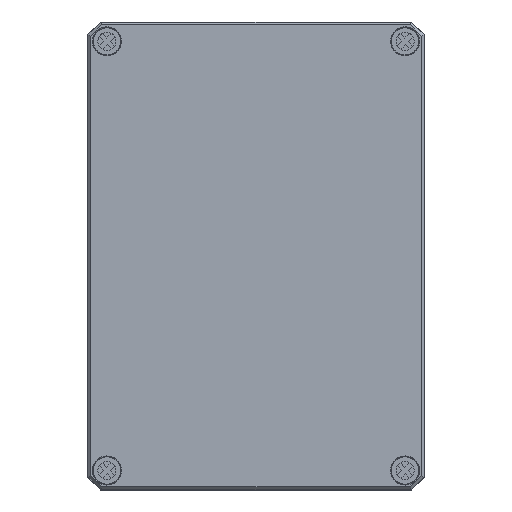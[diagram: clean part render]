
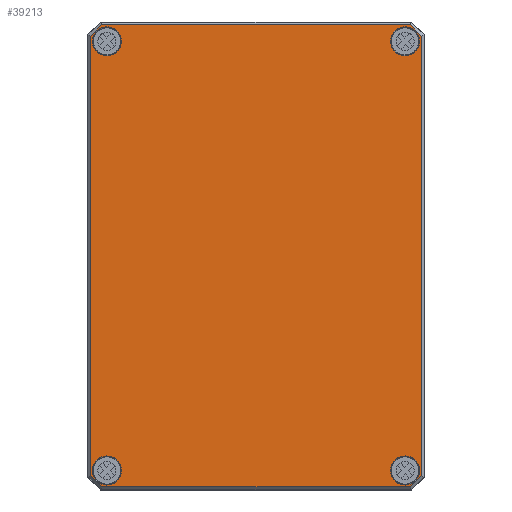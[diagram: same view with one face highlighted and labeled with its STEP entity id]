
A CAD part, top view. The second image highlights one B-rep face of the part: STEP entity #39213.
In plain terms, the highlighted planar face has unit normal (0, 0, 1).
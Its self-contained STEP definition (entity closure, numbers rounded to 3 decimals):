
#2124=FACE_BOUND('',#13698,.T.);
#2125=FACE_BOUND('',#13699,.T.);
#2126=FACE_BOUND('',#13700,.T.);
#2127=FACE_BOUND('',#13701,.T.);
#2920=PLANE('',#42659);
#5592=LINE('',#73098,#8499);
#5593=LINE('',#73100,#8500);
#5594=LINE('',#73102,#8501);
#5595=LINE('',#73104,#8502);
#5596=LINE('',#73106,#8503);
#5597=LINE('',#73108,#8504);
#5598=LINE('',#73110,#8505);
#5599=LINE('',#73111,#8506);
#8499=VECTOR('',#51951,10.);
#8500=VECTOR('',#51952,10.);
#8501=VECTOR('',#51953,10.);
#8502=VECTOR('',#51954,10.);
#8503=VECTOR('',#51955,10.);
#8504=VECTOR('',#51956,10.);
#8505=VECTOR('',#51957,10.);
#8506=VECTOR('',#51958,10.);
#11200=FACE_OUTER_BOUND('',#13697,.T.);
#13697=EDGE_LOOP('',(#35441,#35442,#35443,#35444,#35445,#35446,#35447,#35448));
#13698=EDGE_LOOP('',(#35449));
#13699=EDGE_LOOP('',(#35450));
#13700=EDGE_LOOP('',(#35451));
#13701=EDGE_LOOP('',(#35452));
#15530=CIRCLE('',#42657,5.599);
#15532=CIRCLE('',#42660,5.599);
#15533=CIRCLE('',#42661,5.599);
#15534=CIRCLE('',#42662,5.599);
#19107=VERTEX_POINT('',#73092);
#19108=VERTEX_POINT('',#73096);
#19109=VERTEX_POINT('',#73097);
#19110=VERTEX_POINT('',#73099);
#19111=VERTEX_POINT('',#73101);
#19112=VERTEX_POINT('',#73103);
#19113=VERTEX_POINT('',#73105);
#19114=VERTEX_POINT('',#73107);
#19115=VERTEX_POINT('',#73109);
#19116=VERTEX_POINT('',#73112);
#19117=VERTEX_POINT('',#73114);
#19118=VERTEX_POINT('',#73116);
#24607=EDGE_CURVE('',#19107,#19107,#15530,.T.);
#24609=EDGE_CURVE('',#19108,#19109,#5592,.T.);
#24610=EDGE_CURVE('',#19110,#19108,#5593,.T.);
#24611=EDGE_CURVE('',#19111,#19110,#5594,.T.);
#24612=EDGE_CURVE('',#19112,#19111,#5595,.T.);
#24613=EDGE_CURVE('',#19113,#19112,#5596,.T.);
#24614=EDGE_CURVE('',#19114,#19113,#5597,.T.);
#24615=EDGE_CURVE('',#19115,#19114,#5598,.T.);
#24616=EDGE_CURVE('',#19109,#19115,#5599,.T.);
#24617=EDGE_CURVE('',#19116,#19116,#15532,.T.);
#24618=EDGE_CURVE('',#19117,#19117,#15533,.T.);
#24619=EDGE_CURVE('',#19118,#19118,#15534,.T.);
#35441=ORIENTED_EDGE('',*,*,#24609,.F.);
#35442=ORIENTED_EDGE('',*,*,#24610,.F.);
#35443=ORIENTED_EDGE('',*,*,#24611,.F.);
#35444=ORIENTED_EDGE('',*,*,#24612,.F.);
#35445=ORIENTED_EDGE('',*,*,#24613,.F.);
#35446=ORIENTED_EDGE('',*,*,#24614,.F.);
#35447=ORIENTED_EDGE('',*,*,#24615,.F.);
#35448=ORIENTED_EDGE('',*,*,#24616,.F.);
#35449=ORIENTED_EDGE('',*,*,#24617,.F.);
#35450=ORIENTED_EDGE('',*,*,#24618,.F.);
#35451=ORIENTED_EDGE('',*,*,#24619,.F.);
#35452=ORIENTED_EDGE('',*,*,#24607,.F.);
#39213=ADVANCED_FACE('',(#11200,#2124,#2125,#2126,#2127),#2920,.T.);
#42657=AXIS2_PLACEMENT_3D('',#73093,#51945,#51946);
#42659=AXIS2_PLACEMENT_3D('',#73095,#51949,#51950);
#42660=AXIS2_PLACEMENT_3D('',#73113,#51959,#51960);
#42661=AXIS2_PLACEMENT_3D('',#73115,#51961,#51962);
#42662=AXIS2_PLACEMENT_3D('',#73117,#51963,#51964);
#51945=DIRECTION('center_axis',(0.,0.,1.));
#51946=DIRECTION('ref_axis',(-1.,0.,0.));
#51949=DIRECTION('center_axis',(0.,0.,1.));
#51950=DIRECTION('ref_axis',(1.,0.,0.));
#51951=DIRECTION('',(0.707,-0.707,0.));
#51952=DIRECTION('',(1.,0.,0.));
#51953=DIRECTION('',(0.707,0.707,0.));
#51954=DIRECTION('',(0.,1.,0.));
#51955=DIRECTION('',(-0.707,0.707,0.));
#51956=DIRECTION('',(-1.,0.,0.));
#51957=DIRECTION('',(-0.707,-0.707,0.));
#51958=DIRECTION('',(0.,-1.,0.));
#51959=DIRECTION('center_axis',(0.,0.,1.));
#51960=DIRECTION('ref_axis',(-1.,0.,0.));
#51961=DIRECTION('center_axis',(0.,0.,1.));
#51962=DIRECTION('ref_axis',(-1.,0.,0.));
#51963=DIRECTION('center_axis',(0.,0.,1.));
#51964=DIRECTION('ref_axis',(-1.,0.,0.));
#73092=CARTESIAN_POINT('',(63.099,-82.75,18.));
#73093=CARTESIAN_POINT('Origin',(57.5,-82.75,18.));
#73095=CARTESIAN_POINT('Origin',(0.,0.,
18.));
#73096=CARTESIAN_POINT('',(59.521,89.093,18.));
#73097=CARTESIAN_POINT('',(63.843,84.771,18.));
#73098=CARTESIAN_POINT('',(66.744,81.869,18.));
#73099=CARTESIAN_POINT('',(-59.521,89.093,18.));
#73100=CARTESIAN_POINT('',(-30.,89.093,18.));
#73101=CARTESIAN_POINT('',(-63.843,84.771,18.));
#73102=CARTESIAN_POINT('',(-69.244,79.369,18.));
#73103=CARTESIAN_POINT('',(-63.843,-84.771,18.));
#73104=CARTESIAN_POINT('',(-63.843,-42.625,18.));
#73105=CARTESIAN_POINT('',(-59.521,-89.093,18.));
#73106=CARTESIAN_POINT('',(-66.744,-81.869,18.));
#73107=CARTESIAN_POINT('',(59.521,-89.093,18.));
#73108=CARTESIAN_POINT('',(30.,-89.093,18.));
#73109=CARTESIAN_POINT('',(63.843,-84.771,18.));
#73110=CARTESIAN_POINT('',(69.244,-79.369,18.));
#73111=CARTESIAN_POINT('',(63.843,42.625,18.));
#73112=CARTESIAN_POINT('',(63.099,82.75,18.));
#73113=CARTESIAN_POINT('Origin',(57.5,82.75,18.));
#73114=CARTESIAN_POINT('',(-51.901,-82.75,18.));
#73115=CARTESIAN_POINT('Origin',(-57.5,-82.75,18.));
#73116=CARTESIAN_POINT('',(-51.901,82.75,18.));
#73117=CARTESIAN_POINT('Origin',(-57.5,82.75,18.));
